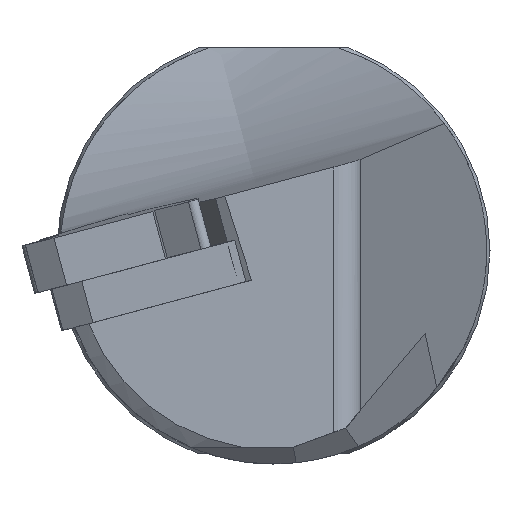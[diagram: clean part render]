
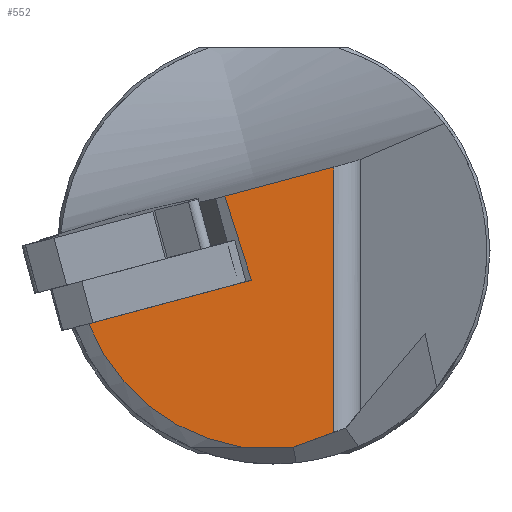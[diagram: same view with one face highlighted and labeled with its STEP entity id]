
A CAD part, left-side view. The second image highlights one B-rep face of the part: STEP entity #552.
In plain terms, the highlighted planar face has unit normal (-1, 0, 0).
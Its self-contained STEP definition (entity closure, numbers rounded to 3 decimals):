
#43=B_SPLINE_CURVE_WITH_KNOTS('',3,(#2123,#2124,#2125,#2126),
 .UNSPECIFIED.,.F.,.F.,(4,4),(0.,1.),.UNSPECIFIED.);
#552=ADVANCED_FACE('',(#648),#594,.T.);
#594=PLANE('',#1560);
#648=FACE_OUTER_BOUND('',#709,.T.);
#709=EDGE_LOOP('',(#992,#993,#994,#995,#996,#997,#998,#999));
#736=CIRCLE('',#1540,14.695);
#992=ORIENTED_EDGE('',*,*,#1277,.F.);
#993=ORIENTED_EDGE('',*,*,#1278,.F.);
#994=ORIENTED_EDGE('',*,*,#1276,.T.);
#995=ORIENTED_EDGE('',*,*,#1250,.F.);
#996=ORIENTED_EDGE('',*,*,#1279,.F.);
#997=ORIENTED_EDGE('',*,*,#1229,.F.);
#998=ORIENTED_EDGE('',*,*,#1189,.F.);
#999=ORIENTED_EDGE('',*,*,#1247,.T.);
#1075=VERTEX_POINT('',#1955);
#1076=VERTEX_POINT('',#1957);
#1103=VERTEX_POINT('',#2048);
#1119=VERTEX_POINT('',#2112);
#1120=VERTEX_POINT('',#2122);
#1121=VERTEX_POINT('',#2127);
#1135=VERTEX_POINT('',#2433);
#1136=VERTEX_POINT('',#2438);
#1189=EDGE_CURVE('',#1075,#1076,#1328,.T.);
#1229=EDGE_CURVE('',#1076,#1103,#1360,.T.);
#1247=EDGE_CURVE('',#1075,#1119,#736,.T.);
#1250=EDGE_CURVE('',#1120,#1121,#43,.T.);
#1276=EDGE_CURVE('',#1135,#1121,#1373,.T.);
#1277=EDGE_CURVE('',#1136,#1119,#1374,.T.);
#1278=EDGE_CURVE('',#1135,#1136,#1375,.T.);
#1279=EDGE_CURVE('',#1103,#1120,#1376,.T.);
#1328=LINE('',#1956,#1424);
#1360=LINE('',#2047,#1456);
#1373=LINE('',#2435,#1469);
#1374=LINE('',#2437,#1470);
#1375=LINE('',#2439,#1471);
#1376=LINE('',#2440,#1472);
#1424=VECTOR('',#1667,1.);
#1456=VECTOR('',#1741,1.);
#1469=VECTOR('',#1814,1.);
#1470=VECTOR('',#1817,1.);
#1471=VECTOR('',#1818,1.);
#1472=VECTOR('',#1819,1.);
#1540=AXIS2_PLACEMENT_3D('',#2111,#1768,#1769);
#1560=AXIS2_PLACEMENT_3D('',#2441,#1820,#1821);
#1667=DIRECTION('',(0.,-0.966,0.259));
#1741=DIRECTION('',(0.,-0.966,0.259));
#1768=DIRECTION('',(-1.,0.,0.));
#1769=DIRECTION('',(0.,1.,0.));
#1814=DIRECTION('',(0.,0.,1.));
#1817=DIRECTION('',(0.,1.,0.));
#1818=DIRECTION('',(0.,0.94,-0.342));
#1819=DIRECTION('',(0.,0.302,0.953));
#1820=DIRECTION('',(-1.,0.,0.));
#1821=DIRECTION('',(0.,1.,0.));
#1955=CARTESIAN_POINT('',(0.591,13.672,-5.388));
#1956=CARTESIAN_POINT('',(0.591,-71.299,17.38));
#1957=CARTESIAN_POINT('',(0.591,2.279,-2.335));
#2047=CARTESIAN_POINT('',(0.591,-71.299,17.38));
#2048=CARTESIAN_POINT('',(0.591,1.629,-2.161));
#2111=CARTESIAN_POINT('',(0.591,0.,0.));
#2112=CARTESIAN_POINT('',(0.591,2.385,-14.5));
#2122=CARTESIAN_POINT('',(0.591,3.596,4.043));
#2123=CARTESIAN_POINT('',(0.591,3.596,4.043));
#2124=CARTESIAN_POINT('',(0.591,0.909,4.763));
#2125=CARTESIAN_POINT('',(0.591,-1.778,5.483));
#2126=CARTESIAN_POINT('',(0.591,-4.465,6.204));
#2127=CARTESIAN_POINT('',(0.591,-4.465,6.204));
#2433=CARTESIAN_POINT('',(0.591,-4.465,-13.408));
#2435=CARTESIAN_POINT('',(0.591,-4.465,343.409));
#2437=CARTESIAN_POINT('',(0.591,16.06,-14.5));
#2438=CARTESIAN_POINT('',(0.591,-1.466,-14.5));
#2439=CARTESIAN_POINT('',(0.591,-101.02,21.735));
#2440=CARTESIAN_POINT('',(0.591,102.527,315.987));
#2441=CARTESIAN_POINT('',(0.591,16.06,343.409));
